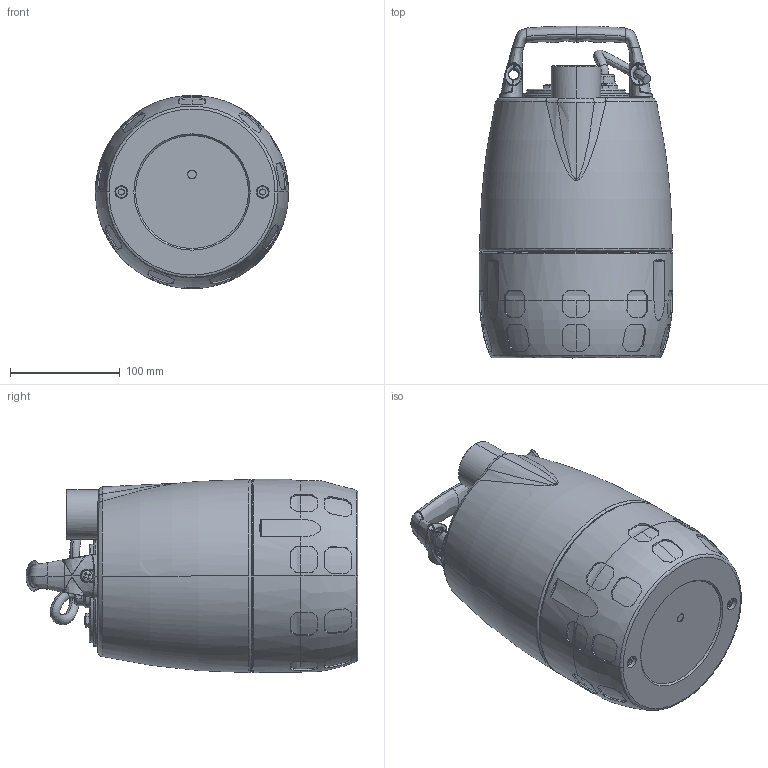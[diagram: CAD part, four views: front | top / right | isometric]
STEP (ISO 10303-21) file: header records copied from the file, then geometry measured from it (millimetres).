
FILE_DESCRIPTION (( 'STEP AP214' ), '1' );
FILE_NAME ('4_93_411_01_REV00.step', '2023-01-20T16:11:21', ( '' ), ( '' ), 'SwSTEP 2.0', 'SolidWorks 2020', '' );
FILE_SCHEMA (( 'AUTOMOTIVE_DESIGN' ));
Length unit declared in the file: millimetre
Products named in the file (4): Copia di Copia di Filtro^4_93_411_01_REV00; Copia di 156445^4_93_411_01_REV00; Copia di Copia di 174929^4_93_411_01_REV00; 4_93_411_01_REV00
Assembly tree (3 placements, depth 2):
  4_93_411_01_REV00
    Copia di 156445^4_93_411_01_REV00
    Copia di Copia di 174929^4_93_411_01_REV00
    Copia di Copia di Filtro^4_93_411_01_REV00
Bounding box: 176 x 302.43 x 176 mm (x, y, z)
Volume: 5782562.6 mm3; surface area: 321542.6 mm2
Topology: 14 solids, 14 shells, 1964 faces, 4869 edges, 2962 vertices
Faces by surface type: bspline 723, plane 581, cylinder 510, cone 76, torus 50, sphere 24
Entity records: 250549 total; most frequent: CARTESIAN_POINT 211621, ORIENTED_EDGE 9706, DIRECTION 5070, EDGE_CURVE 4853, VERTEX_POINT 2962, B_SPLINE_CURVE_WITH_KNOTS 2749, EDGE_LOOP 2021, ADVANCED_FACE 1964
